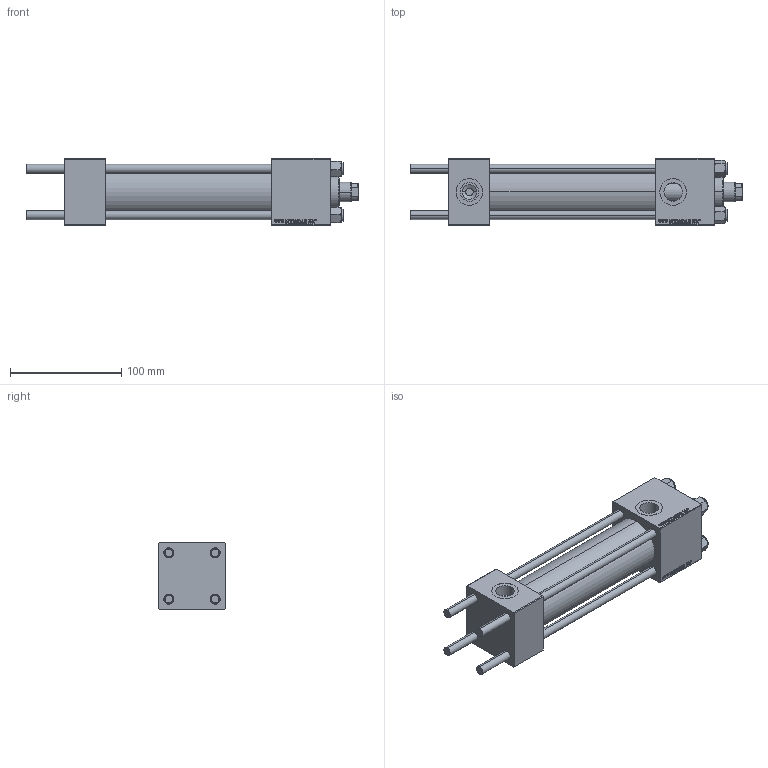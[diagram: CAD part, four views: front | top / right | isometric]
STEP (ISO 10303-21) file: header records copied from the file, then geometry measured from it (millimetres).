
FILE_DESCRIPTION (( 'STEP AP203' ), '1' );
FILE_NAME ('fe64.STEP', '2022-04-14T10:17:23', ( '' ), ( '' ), 'SwSTEP 2.0', 'SolidWorks 2019', '' );
FILE_SCHEMA (( 'CONFIG_CONTROL_DESIGN' ));
Length unit declared in the file: millimetre
Products named in the file (6): fe64; V215CR_BODY_A 77e0264a447dfe63236aaecb01863385; V215_VC_A 77e0264a447dfe63236aaecb01863385; NUT_M5 77e0264a447dfe63236aaecb01863385; CR025_012_A_0_G_A_G_M_020_+#_##_TYCINKA 77e0264a447dfe63236aaecb01863385; V215CR_VCP 77e0264a447dfe63236aaecb01863385
Assembly tree (11 placements, depth 2):
  fe64
    V215CR_BODY_A 77e0264a447dfe63236aaecb01863385
    CR025_012_A_0_G_A_G_M_020_+#_##_TYCINKA 77e0264a447dfe63236aaecb01863385  x4
    NUT_M5 77e0264a447dfe63236aaecb01863385  x4
    V215CR_VCP 77e0264a447dfe63236aaecb01863385
    V215_VC_A 77e0264a447dfe63236aaecb01863385
Bounding box: 299 x 60 x 60 mm (x, y, z)
Volume: 492183 mm3; surface area: 152965 mm2
Topology: 11 solids, 11 shells, 1141 faces, 2868 edges, 1861 vertices
Faces by surface type: plane 523, bspline 392, cone 136, cylinder 82, torus 8
Entity records: 50062 total; most frequent: CARTESIAN_POINT 27051, ORIENTED_EDGE 5228, DIRECTION 3276, EDGE_CURVE 2614, VERTEX_POINT 1717, LINE 1588, VECTOR 1588, EDGE_LOOP 1151
